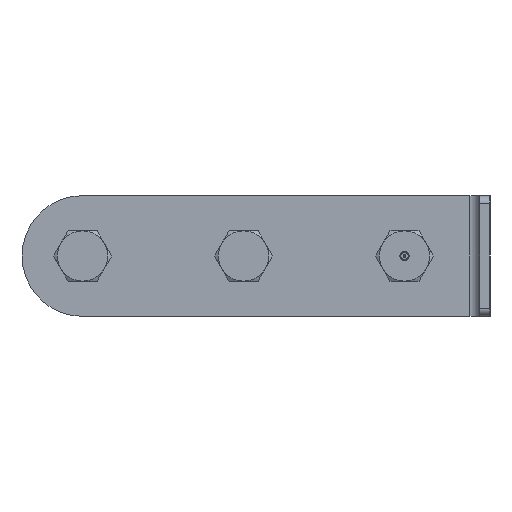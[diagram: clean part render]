
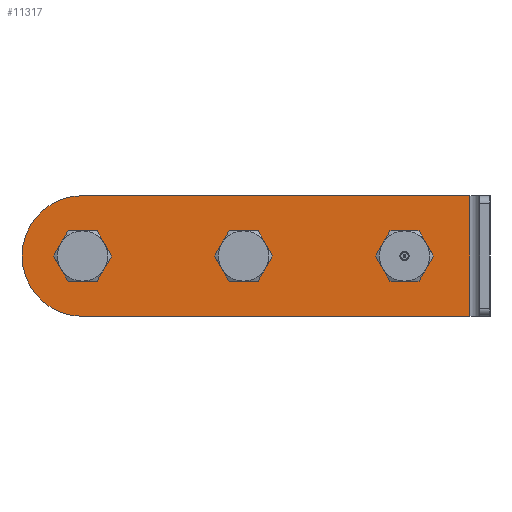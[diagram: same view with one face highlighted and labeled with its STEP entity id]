
A CAD part, left-side view. The second image highlights one B-rep face of the part: STEP entity #11317.
In plain terms, the highlighted planar face has unit normal (-1, 0, 0).
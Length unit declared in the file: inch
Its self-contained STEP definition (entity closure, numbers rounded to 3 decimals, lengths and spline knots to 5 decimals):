
#333 = EDGE_CURVE ( 'NONE', #9004, #1130, #4615, .T. ) ;
#409 = CARTESIAN_POINT ( 'NONE',  ( -7.821, -8., -0.45313 ) ) ;
#444 = EDGE_CURVE ( 'NONE', #3047, #11306, #8685, .T. ) ;
#460 = AXIS2_PLACEMENT_3D ( 'NONE', #1191, #2280, #4994 ) ;
#555 = AXIS2_PLACEMENT_3D ( 'NONE', #13464, #12553, #11302 ) ;
#619 = AXIS2_PLACEMENT_3D ( 'NONE', #5507, #8921, #14574 ) ;
#648 = DIRECTION ( 'NONE',  ( -1., 0., 0. ) ) ;
#1099 = CARTESIAN_POINT ( 'NONE',  ( -7.821, -9.625, 1.5 ) ) ;
#1130 = VERTEX_POINT ( 'NONE', #6179 ) ;
#1191 = CARTESIAN_POINT ( 'NONE',  ( -7.821, 0., 0. ) ) ;
#1454 = VERTEX_POINT ( 'NONE', #2805 ) ;
#1910 = FACE_BOUND ( 'NONE', #3594, .T. ) ;
#1982 = DIRECTION ( 'NONE',  ( 1., 0., 0. ) ) ;
#2142 = DIRECTION ( 'NONE',  ( -1., 0., 0. ) ) ;
#2248 = CIRCLE ( 'NONE', #619, 0.45312 ) ;
#2280 = DIRECTION ( 'NONE',  ( -1., 0., 0. ) ) ;
#2554 = EDGE_LOOP ( 'NONE', ( #8636, #2780 ) ) ;
#2759 = DIRECTION ( 'NONE',  ( -1., 0., 0. ) ) ;
#2780 = ORIENTED_EDGE ( 'NONE', *, *, #8269, .F. ) ;
#2805 = CARTESIAN_POINT ( 'NONE',  ( -7.821, 0.005, -1.5 ) ) ;
#2988 = ORIENTED_EDGE ( 'NONE', *, *, #12573, .F. ) ;
#3047 = VERTEX_POINT ( 'NONE', #8068 ) ;
#3074 = PLANE ( 'NONE',  #4168 ) ;
#3081 = EDGE_CURVE ( 'NONE', #7399, #12440, #11603, .T. ) ;
#3097 = DIRECTION ( 'NONE',  ( 0., 0., 1. ) ) ;
#3142 = ORIENTED_EDGE ( 'NONE', *, *, #10244, .F. ) ;
#3346 = VECTOR ( 'NONE', #3471, 39.37008 ) ;
#3471 = DIRECTION ( 'NONE',  ( 0., 0., 1. ) ) ;
#3594 = EDGE_LOOP ( 'NONE', ( #3974, #8096 ) ) ;
#3958 = CIRCLE ( 'NONE', #12172, 1.5 ) ;
#3974 = ORIENTED_EDGE ( 'NONE', *, *, #444, .F. ) ;
#4168 = AXIS2_PLACEMENT_3D ( 'NONE', #8848, #1982, #6458 ) ;
#4291 = EDGE_CURVE ( 'NONE', #9868, #9004, #8257, .T. ) ;
#4615 = LINE ( 'NONE', #1099, #5131 ) ;
#4919 = CIRCLE ( 'NONE', #460, 0.45312 ) ;
#4994 = DIRECTION ( 'NONE',  ( 0., 0., 1. ) ) ;
#5131 = VECTOR ( 'NONE', #6832, 39.37008 ) ;
#5208 = DIRECTION ( 'NONE',  ( 0., 0., 1. ) ) ;
#5507 = CARTESIAN_POINT ( 'NONE',  ( -7.821, -8., 0. ) ) ;
#5560 = CARTESIAN_POINT ( 'NONE',  ( -7.821, 0., -0.45313 ) ) ;
#6179 = CARTESIAN_POINT ( 'NONE',  ( -7.821, 0.005, 1.5 ) ) ;
#6388 = FACE_OUTER_BOUND ( 'NONE', #9008, .T. ) ;
#6458 = DIRECTION ( 'NONE',  ( 0., 0., -1. ) ) ;
#6832 = DIRECTION ( 'NONE',  ( 0., 1., 0. ) ) ;
#6961 = LINE ( 'NONE', #9269, #9281 ) ;
#6993 = CARTESIAN_POINT ( 'NONE',  ( -7.821, -9.625, -1.5 ) ) ;
#7254 = DIRECTION ( 'NONE',  ( 0., 0., 1. ) ) ;
#7399 = VERTEX_POINT ( 'NONE', #5560 ) ;
#7936 = EDGE_CURVE ( 'NONE', #9591, #9635, #12344, .T. ) ;
#8031 = ORIENTED_EDGE ( 'NONE', *, *, #12411, .T. ) ;
#8068 = CARTESIAN_POINT ( 'NONE',  ( -7.821, -4., 0.45312 ) ) ;
#8096 = ORIENTED_EDGE ( 'NONE', *, *, #13773, .F. ) ;
#8257 = LINE ( 'NONE', #6993, #3346 ) ;
#8269 = EDGE_CURVE ( 'NONE', #9635, #9591, #2248, .T. ) ;
#8397 = CARTESIAN_POINT ( 'NONE',  ( -7.821, -8., 0. ) ) ;
#8636 = ORIENTED_EDGE ( 'NONE', *, *, #7936, .F. ) ;
#8685 = CIRCLE ( 'NONE', #10536, 0.45312 ) ;
#8697 = ORIENTED_EDGE ( 'NONE', *, *, #4291, .T. ) ;
#8848 = CARTESIAN_POINT ( 'NONE',  ( -7.821, -9.625, -1.5 ) ) ;
#8921 = DIRECTION ( 'NONE',  ( -1., 0., 0. ) ) ;
#9004 = VERTEX_POINT ( 'NONE', #13053 ) ;
#9008 = EDGE_LOOP ( 'NONE', ( #8031, #3142, #8697, #9200 ) ) ;
#9200 = ORIENTED_EDGE ( 'NONE', *, *, #333, .T. ) ;
#9221 = AXIS2_PLACEMENT_3D ( 'NONE', #14137, #648, #5208 ) ;
#9269 = CARTESIAN_POINT ( 'NONE',  ( -7.821, -9.625, -1.5 ) ) ;
#9281 = VECTOR ( 'NONE', #12638, 39.37008 ) ;
#9417 = CARTESIAN_POINT ( 'NONE',  ( -7.821, -4., 0. ) ) ;
#9591 = VERTEX_POINT ( 'NONE', #13839 ) ;
#9635 = VERTEX_POINT ( 'NONE', #409 ) ;
#9770 = AXIS2_PLACEMENT_3D ( 'NONE', #8397, #10385, #10587 ) ;
#9868 = VERTEX_POINT ( 'NONE', #12383 ) ;
#9961 = CARTESIAN_POINT ( 'NONE',  ( -7.821, 0., 0.45312 ) ) ;
#10244 = EDGE_CURVE ( 'NONE', #9868, #1454, #6961, .T. ) ;
#10385 = DIRECTION ( 'NONE',  ( -1., 0., 0. ) ) ;
#10495 = ORIENTED_EDGE ( 'NONE', *, *, #3081, .F. ) ;
#10536 = AXIS2_PLACEMENT_3D ( 'NONE', #9417, #2759, #7254 ) ;
#10587 = DIRECTION ( 'NONE',  ( 0., 0., 1. ) ) ;
#11302 = DIRECTION ( 'NONE',  ( 0., 0., 1. ) ) ;
#11306 = VERTEX_POINT ( 'NONE', #13042 ) ;
#11317 = ADVANCED_FACE ( 'NONE', ( #14513, #1910, #14438, #6388 ), #3074, .F. ) ;
#11468 = EDGE_LOOP ( 'NONE', ( #2988, #10495 ) ) ;
#11603 = CIRCLE ( 'NONE', #555, 0.45312 ) ;
#12172 = AXIS2_PLACEMENT_3D ( 'NONE', #12226, #2142, #3097 ) ;
#12226 = CARTESIAN_POINT ( 'NONE',  ( -7.821, 0.005, 0. ) ) ;
#12344 = CIRCLE ( 'NONE', #9770, 0.45312 ) ;
#12383 = CARTESIAN_POINT ( 'NONE',  ( -7.821, -9.625, -1.5 ) ) ;
#12411 = EDGE_CURVE ( 'NONE', #1130, #1454, #3958, .T. ) ;
#12440 = VERTEX_POINT ( 'NONE', #9961 ) ;
#12553 = DIRECTION ( 'NONE',  ( -1., 0., 0. ) ) ;
#12573 = EDGE_CURVE ( 'NONE', #12440, #7399, #4919, .T. ) ;
#12638 = DIRECTION ( 'NONE',  ( 0., 1., 0. ) ) ;
#13042 = CARTESIAN_POINT ( 'NONE',  ( -7.821, -4., -0.45313 ) ) ;
#13053 = CARTESIAN_POINT ( 'NONE',  ( -7.821, -9.625, 1.5 ) ) ;
#13464 = CARTESIAN_POINT ( 'NONE',  ( -7.821, 0., 0. ) ) ;
#13773 = EDGE_CURVE ( 'NONE', #11306, #3047, #14145, .T. ) ;
#13839 = CARTESIAN_POINT ( 'NONE',  ( -7.821, -8., 0.45312 ) ) ;
#14137 = CARTESIAN_POINT ( 'NONE',  ( -7.821, -4., 0. ) ) ;
#14145 = CIRCLE ( 'NONE', #9221, 0.45312 ) ;
#14438 = FACE_BOUND ( 'NONE', #11468, .T. ) ;
#14513 = FACE_BOUND ( 'NONE', #2554, .T. ) ;
#14574 = DIRECTION ( 'NONE',  ( 0., 0., 1. ) ) ;
